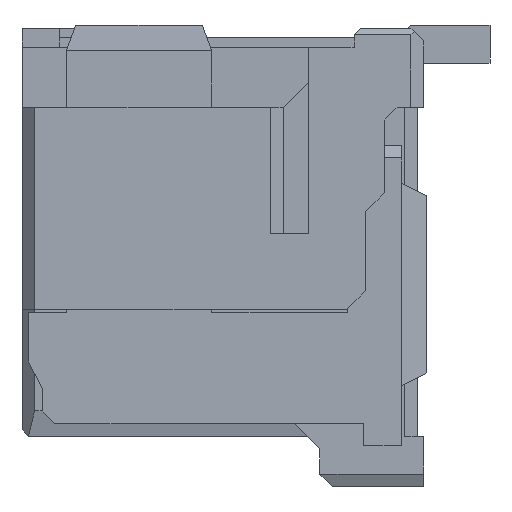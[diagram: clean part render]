
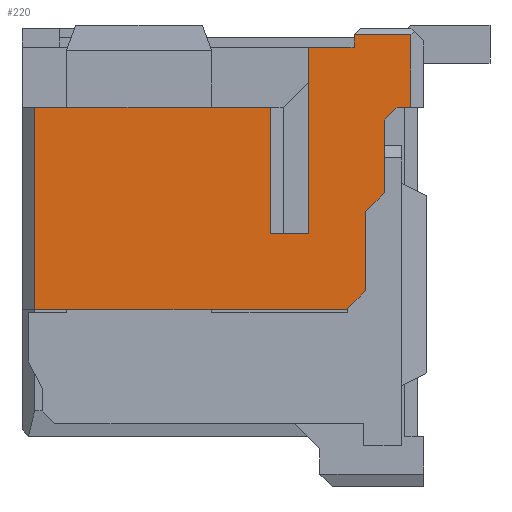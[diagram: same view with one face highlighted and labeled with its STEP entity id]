
A CAD part, left-side view. The second image highlights one B-rep face of the part: STEP entity #220.
In plain terms, the highlighted planar face has unit normal (-1, 0, 0).
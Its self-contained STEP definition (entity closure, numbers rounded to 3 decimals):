
#220=ADVANCED_FACE('',(#907),#908,.T.);
#907=FACE_OUTER_BOUND('',#1976,.T.);
#908=PLANE('',#1977);
#1976=EDGE_LOOP('',(#4133,#4134,#4135,#4136,#4137,#4138,#4139,#4140,#4141,#4142,#4143,#4144,#4145,#4146,#4147,#4148));
#1977=AXIS2_PLACEMENT_3D('',#4149,#4150,#4151);
#4133=ORIENTED_EDGE('',*,*,#7996,.T.);
#4134=ORIENTED_EDGE('',*,*,#8057,.F.);
#4135=ORIENTED_EDGE('',*,*,#8055,.F.);
#4136=ORIENTED_EDGE('',*,*,#8053,.F.);
#4137=ORIENTED_EDGE('',*,*,#8051,.F.);
#4138=ORIENTED_EDGE('',*,*,#8049,.F.);
#4139=ORIENTED_EDGE('',*,*,#7979,.F.);
#4140=ORIENTED_EDGE('',*,*,#7977,.T.);
#4141=ORIENTED_EDGE('',*,*,#8058,.T.);
#4142=ORIENTED_EDGE('',*,*,#8059,.T.);
#4143=ORIENTED_EDGE('',*,*,#7655,.T.);
#4144=ORIENTED_EDGE('',*,*,#8060,.T.);
#4145=ORIENTED_EDGE('',*,*,#8061,.T.);
#4146=ORIENTED_EDGE('',*,*,#8062,.T.);
#4147=ORIENTED_EDGE('',*,*,#8004,.F.);
#4148=ORIENTED_EDGE('',*,*,#8000,.T.);
#4149=CARTESIAN_POINT('',(-6.65,0.0,0.445));
#4150=DIRECTION('',(-1.0,0.0,0.0));
#4151=DIRECTION('',(0.0,0.0,1.0));
#7655=EDGE_CURVE('',#9407,#9405,#9408,.T.);
#7977=EDGE_CURVE('',#9960,#9958,#9961,.T.);
#7979=EDGE_CURVE('',#9960,#9963,#9964,.T.);
#7996=EDGE_CURVE('',#9991,#9989,#9992,.T.);
#8000=EDGE_CURVE('',#9996,#9991,#9997,.T.);
#8004=EDGE_CURVE('',#9996,#10003,#10004,.T.);
#8049=EDGE_CURVE('',#9963,#10079,#10080,.T.);
#8051=EDGE_CURVE('',#10079,#10082,#10083,.T.);
#8053=EDGE_CURVE('',#10082,#10085,#10086,.T.);
#8055=EDGE_CURVE('',#10085,#10088,#10089,.T.);
#8057=EDGE_CURVE('',#10088,#9989,#10091,.T.);
#8058=EDGE_CURVE('',#9958,#10092,#10093,.T.);
#8059=EDGE_CURVE('',#10092,#9407,#10094,.T.);
#8060=EDGE_CURVE('',#9405,#10095,#10096,.T.);
#8061=EDGE_CURVE('',#10095,#10097,#10098,.T.);
#8062=EDGE_CURVE('',#10097,#10003,#10099,.T.);
#9405=VERTEX_POINT('',#12152);
#9407=VERTEX_POINT('',#12155);
#9408=LINE('',#12156,#12157);
#9958=VERTEX_POINT('',#13025);
#9960=VERTEX_POINT('',#13028);
#9961=LINE('',#13029,#13030);
#9963=VERTEX_POINT('',#13033);
#9964=LINE('',#13034,#13035);
#9989=VERTEX_POINT('',#13075);
#9991=VERTEX_POINT('',#13078);
#9992=LINE('',#13079,#13080);
#9996=VERTEX_POINT('',#13087);
#9997=LINE('',#13088,#13089);
#10003=VERTEX_POINT('',#13098);
#10004=LINE('',#13099,#13100);
#10079=VERTEX_POINT('',#13219);
#10080=LINE('',#13220,#13221);
#10082=VERTEX_POINT('',#13224);
#10083=LINE('',#13225,#13226);
#10085=VERTEX_POINT('',#13229);
#10086=LINE('',#13230,#13231);
#10088=VERTEX_POINT('',#13234);
#10089=LINE('',#13235,#13236);
#10091=LINE('',#13239,#13240);
#10092=VERTEX_POINT('',#13241);
#10093=LINE('',#13242,#13243);
#10094=LINE('',#13244,#13245);
#10095=VERTEX_POINT('',#13246);
#10096=LINE('',#13247,#13248);
#10097=VERTEX_POINT('',#13249);
#10098=LINE('',#13250,#13251);
#10099=LINE('',#13252,#13253);
#12152=CARTESIAN_POINT('',(-6.65,-1.93,3.77));
#12155=CARTESIAN_POINT('',(-6.65,-2.65,3.77));
#12156=CARTESIAN_POINT('',(-6.65,-2.65,3.77));
#12157=VECTOR('',#15691,0.72);
#13025=CARTESIAN_POINT('',(-6.65,-3.55,3.97));
#13028=CARTESIAN_POINT('',(-6.65,-3.55,2.82));
#13029=CARTESIAN_POINT('',(-6.65,-3.55,2.82));
#13030=VECTOR('',#16023,1.15);
#13033=CARTESIAN_POINT('',(-6.65,-3.33,2.82));
#13034=CARTESIAN_POINT('',(-6.65,-3.55,2.82));
#13035=VECTOR('',#16025,0.22);
#13075=CARTESIAN_POINT('',(-6.65,-2.53,-0.38));
#13078=CARTESIAN_POINT('',(-6.65,2.4,-0.38));
#13079=CARTESIAN_POINT('',(-6.65,2.4,-0.38));
#13080=VECTOR('',#16042,4.93);
#13087=CARTESIAN_POINT('',(-6.65,2.4,2.82));
#13088=CARTESIAN_POINT('',(-6.65,2.4,2.82));
#13089=VECTOR('',#16046,3.2);
#13098=CARTESIAN_POINT('',(-6.65,-1.33,2.82));
#13099=CARTESIAN_POINT('',(-6.65,2.4,2.82));
#13100=VECTOR('',#16050,3.73);
#13219=CARTESIAN_POINT('',(-6.65,-3.13,2.62));
#13220=CARTESIAN_POINT('',(-6.65,-3.33,2.82));
#13221=VECTOR('',#16095,0.283);
#13224=CARTESIAN_POINT('',(-6.65,-3.13,1.47));
#13225=CARTESIAN_POINT('',(-6.65,-3.13,2.62));
#13226=VECTOR('',#16097,1.15);
#13229=CARTESIAN_POINT('',(-6.65,-2.83,1.17));
#13230=CARTESIAN_POINT('',(-6.65,-3.13,1.47));
#13231=VECTOR('',#16099,0.424);
#13234=CARTESIAN_POINT('',(-6.65,-2.83,-0.08));
#13235=CARTESIAN_POINT('',(-6.65,-2.83,1.17));
#13236=VECTOR('',#16101,1.25);
#13239=CARTESIAN_POINT('',(-6.65,-2.83,-0.08));
#13240=VECTOR('',#16103,0.424);
#13241=CARTESIAN_POINT('',(-6.65,-2.65,3.97));
#13242=CARTESIAN_POINT('',(-6.65,-3.55,3.97));
#13243=VECTOR('',#16104,0.9);
#13244=CARTESIAN_POINT('',(-6.65,-2.65,3.97));
#13245=VECTOR('',#16105,0.2);
#13246=CARTESIAN_POINT('',(-6.65,-1.93,0.82));
#13247=CARTESIAN_POINT('',(-6.65,-1.93,3.77));
#13248=VECTOR('',#16106,2.95);
#13249=CARTESIAN_POINT('',(-6.65,-1.33,0.82));
#13250=CARTESIAN_POINT('',(-6.65,-1.93,0.82));
#13251=VECTOR('',#16107,0.6);
#13252=CARTESIAN_POINT('',(-6.65,-1.33,0.82));
#13253=VECTOR('',#16108,2.0);
#15691=DIRECTION('',(0.0,1.0,0.0));
#16023=DIRECTION('',(0.0,0.0,1.0));
#16025=DIRECTION('',(0.0,1.0,0.0));
#16042=DIRECTION('',(0.0,-1.0,0.0));
#16046=DIRECTION('',(0.0,0.0,-1.0));
#16050=DIRECTION('',(0.0,-1.0,0.0));
#16095=DIRECTION('',(0.0,0.707,-0.707));
#16097=DIRECTION('',(0.0,0.0,-1.0));
#16099=DIRECTION('',(0.0,0.707,-0.707));
#16101=DIRECTION('',(0.0,0.0,-1.0));
#16103=DIRECTION('',(0.0,0.707,-0.707));
#16104=DIRECTION('',(0.0,1.0,0.0));
#16105=DIRECTION('',(0.0,0.0,-1.0));
#16106=DIRECTION('',(0.0,0.0,-1.0));
#16107=DIRECTION('',(0.0,1.0,0.0));
#16108=DIRECTION('',(0.0,0.0,1.0));
